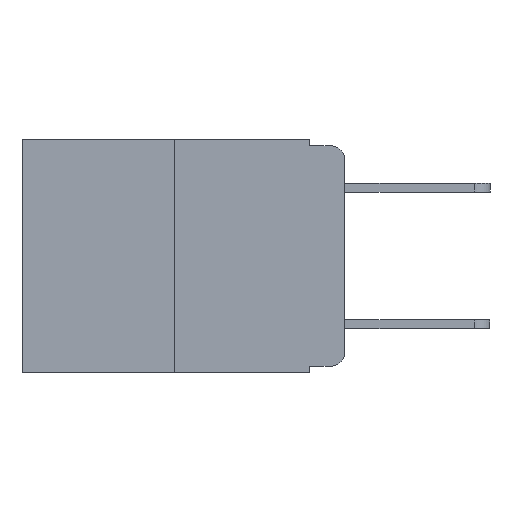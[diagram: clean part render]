
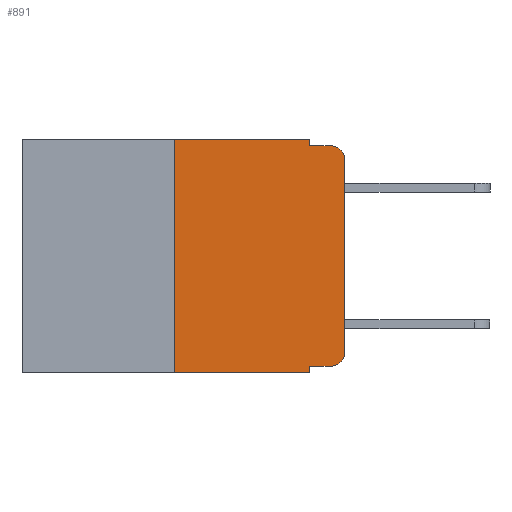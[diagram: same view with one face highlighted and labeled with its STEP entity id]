
A CAD part, left-side view. The second image highlights one B-rep face of the part: STEP entity #891.
In plain terms, the highlighted planar face has unit normal (-1, 0, 0).
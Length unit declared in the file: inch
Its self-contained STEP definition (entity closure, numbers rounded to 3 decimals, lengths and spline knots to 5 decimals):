
#891 = ADVANCED_FACE ( 'NONE', ( #22123 ), #3702, .F. ) ;
#1148 = DIRECTION ( 'NONE',  ( 0., 0., -1. ) ) ;
#1158 = ORIENTED_EDGE ( 'NONE', *, *, #1340, .T. ) ;
#1340 = EDGE_CURVE ( 'NONE', #16117, #3910, #16308, .T. ) ;
#1546 = CARTESIAN_POINT ( 'NONE',  ( 0., 0., -0.313 ) ) ;
#1554 = ORIENTED_EDGE ( 'NONE', *, *, #19694, .F. ) ;
#1609 = DIRECTION ( 'NONE',  ( -1., 0., 0. ) ) ;
#1751 = LINE ( 'NONE', #10025, #20483 ) ;
#2774 = DIRECTION ( 'NONE',  ( 0., 0., -1. ) ) ;
#2867 = CARTESIAN_POINT ( 'NONE',  ( 0., 0., -0.03 ) ) ;
#3428 = VERTEX_POINT ( 'NONE', #13922 ) ;
#3499 = VECTOR ( 'NONE', #12609, 39.37008 ) ;
#3702 = PLANE ( 'NONE',  #14133 ) ;
#3867 = ORIENTED_EDGE ( 'NONE', *, *, #13414, .T. ) ;
#3910 = VERTEX_POINT ( 'NONE', #2867 ) ;
#4494 = VECTOR ( 'NONE', #20679, 39.37008 ) ;
#4678 = CARTESIAN_POINT ( 'NONE',  ( 0., 0.473, 0. ) ) ;
#4948 = DIRECTION ( 'NONE',  ( 0., 0., -1. ) ) ;
#5317 = LINE ( 'NONE', #17631, #19034 ) ;
#5365 = ORIENTED_EDGE ( 'NONE', *, *, #19064, .F. ) ;
#6082 = ORIENTED_EDGE ( 'NONE', *, *, #14564, .F. ) ;
#6737 = ORIENTED_EDGE ( 'NONE', *, *, #15753, .F. ) ;
#6754 = VECTOR ( 'NONE', #15662, 39.37008 ) ;
#7131 = CARTESIAN_POINT ( 'NONE',  ( 0., 0.02, -0.03 ) ) ;
#7663 = ORIENTED_EDGE ( 'NONE', *, *, #12227, .T. ) ;
#8483 = DIRECTION ( 'NONE',  ( 1., 0., 0. ) ) ;
#8736 = DIRECTION ( 'NONE',  ( 0., -1., 0. ) ) ;
#9031 = DIRECTION ( 'NONE',  ( 0., 0., -1. ) ) ;
#9350 = LINE ( 'NONE', #20970, #3499 ) ;
#9701 = AXIS2_PLACEMENT_3D ( 'NONE', #7131, #19409, #9031 ) ;
#9714 = EDGE_LOOP ( 'NONE', ( #1158, #22850, #5365, #18310, #1554, #6737, #12480, #6082, #3867, #7663 ) ) ;
#10025 = CARTESIAN_POINT ( 'NONE',  ( 0., 0.051, -0.333 ) ) ;
#10244 = LINE ( 'NONE', #10862, #23019 ) ;
#10263 = VERTEX_POINT ( 'NONE', #14367 ) ;
#10396 = VERTEX_POINT ( 'NONE', #22734 ) ;
#10862 = CARTESIAN_POINT ( 'NONE',  ( 0., 0.051, -0.01 ) ) ;
#10933 = CARTESIAN_POINT ( 'NONE',  ( 0., 0.051, 0. ) ) ;
#11750 = DIRECTION ( 'NONE',  ( 0., -1., 0. ) ) ;
#11823 = CIRCLE ( 'NONE', #9701, 0.02 ) ;
#11994 = VERTEX_POINT ( 'NONE', #22526 ) ;
#12214 = CARTESIAN_POINT ( 'NONE',  ( 0., 0.473, -0.343 ) ) ;
#12227 = EDGE_CURVE ( 'NONE', #13413, #16117, #17221, .T. ) ;
#12266 = VECTOR ( 'NONE', #1148, 39.37008 ) ;
#12480 = ORIENTED_EDGE ( 'NONE', *, *, #20424, .T. ) ;
#12609 = DIRECTION ( 'NONE',  ( 0., -1., 0. ) ) ;
#13111 = CARTESIAN_POINT ( 'NONE',  ( 0., 0.02, -0.313 ) ) ;
#13339 = VERTEX_POINT ( 'NONE', #20130 ) ;
#13413 = VERTEX_POINT ( 'NONE', #13625 ) ;
#13414 = EDGE_CURVE ( 'NONE', #11994, #13413, #1751, .T. ) ;
#13625 = CARTESIAN_POINT ( 'NONE',  ( 0., 0.02, -0.333 ) ) ;
#13922 = CARTESIAN_POINT ( 'NONE',  ( 0., 0.051, -0.01 ) ) ;
#13935 = CARTESIAN_POINT ( 'NONE',  ( 0., 0., 0. ) ) ;
#14125 = CARTESIAN_POINT ( 'NONE',  ( 0., 0.25, -0.343 ) ) ;
#14133 = AXIS2_PLACEMENT_3D ( 'NONE', #4678, #8483, #2774 ) ;
#14363 = CARTESIAN_POINT ( 'NONE',  ( 0., 0.02, -0.01 ) ) ;
#14367 = CARTESIAN_POINT ( 'NONE',  ( 0., 0.25, 0. ) ) ;
#14478 = DIRECTION ( 'NONE',  ( 0., -1., 0. ) ) ;
#14564 = EDGE_CURVE ( 'NONE', #11994, #10396, #21178, .T. ) ;
#14846 = DIRECTION ( 'NONE',  ( 0., 0., -1. ) ) ;
#15662 = DIRECTION ( 'NONE',  ( 0., 0., 1. ) ) ;
#15753 = EDGE_CURVE ( 'NONE', #18922, #10263, #23017, .T. ) ;
#16117 = VERTEX_POINT ( 'NONE', #1546 ) ;
#16308 = LINE ( 'NONE', #13935, #6754 ) ;
#16493 = LINE ( 'NONE', #12214, #20328 ) ;
#17221 = CIRCLE ( 'NONE', #19830, 0.02 ) ;
#17631 = CARTESIAN_POINT ( 'NONE',  ( 0., 0.051, 0. ) ) ;
#17960 = EDGE_CURVE ( 'NONE', #13339, #3428, #5317, .T. ) ;
#18310 = ORIENTED_EDGE ( 'NONE', *, *, #17960, .F. ) ;
#18922 = VERTEX_POINT ( 'NONE', #14125 ) ;
#19034 = VECTOR ( 'NONE', #4948, 39.37008 ) ;
#19064 = EDGE_CURVE ( 'NONE', #3428, #20552, #10244, .T. ) ;
#19065 = CARTESIAN_POINT ( 'NONE',  ( 0., 0.25, 0. ) ) ;
#19409 = DIRECTION ( 'NONE',  ( -1., 0., 0. ) ) ;
#19694 = EDGE_CURVE ( 'NONE', #10263, #13339, #9350, .T. ) ;
#19830 = AXIS2_PLACEMENT_3D ( 'NONE', #13111, #1609, #14846 ) ;
#20130 = CARTESIAN_POINT ( 'NONE',  ( 0., 0.051, 0. ) ) ;
#20328 = VECTOR ( 'NONE', #8736, 39.37008 ) ;
#20424 = EDGE_CURVE ( 'NONE', #18922, #10396, #16493, .T. ) ;
#20483 = VECTOR ( 'NONE', #11750, 39.37008 ) ;
#20552 = VERTEX_POINT ( 'NONE', #14363 ) ;
#20679 = DIRECTION ( 'NONE',  ( 0., 0., 1. ) ) ;
#20970 = CARTESIAN_POINT ( 'NONE',  ( 0., 0.473, 0. ) ) ;
#21178 = LINE ( 'NONE', #10933, #12266 ) ;
#22123 = FACE_OUTER_BOUND ( 'NONE', #9714, .T. ) ;
#22227 = EDGE_CURVE ( 'NONE', #3910, #20552, #11823, .T. ) ;
#22526 = CARTESIAN_POINT ( 'NONE',  ( 0., 0.051, -0.333 ) ) ;
#22734 = CARTESIAN_POINT ( 'NONE',  ( 0., 0.051, -0.343 ) ) ;
#22850 = ORIENTED_EDGE ( 'NONE', *, *, #22227, .T. ) ;
#23017 = LINE ( 'NONE', #19065, #4494 ) ;
#23019 = VECTOR ( 'NONE', #14478, 39.37008 ) ;
